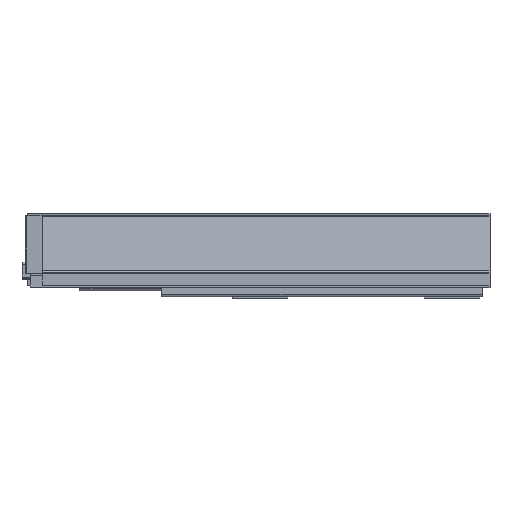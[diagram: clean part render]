
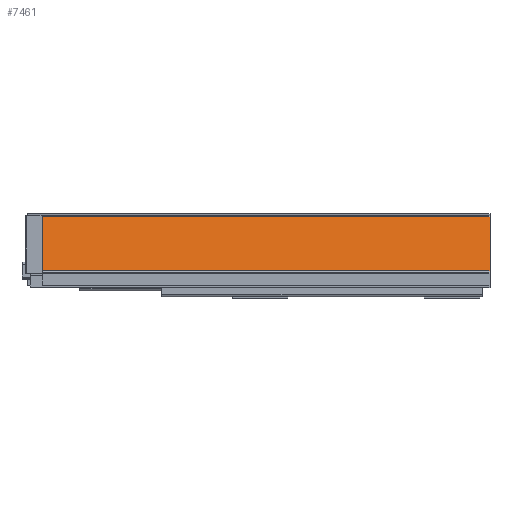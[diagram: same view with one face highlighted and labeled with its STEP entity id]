
A CAD part, top view. The second image highlights one B-rep face of the part: STEP entity #7461.
In plain terms, the highlighted planar face has unit normal (0, 0.208, 0.978).
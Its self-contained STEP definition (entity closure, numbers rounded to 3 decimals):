
#184 = VECTOR ( 'NONE', #650, 1000. ) ;
#650 = DIRECTION ( 'NONE',  ( 0., -0.978, 0.208 ) ) ;
#1171 = ORIENTED_EDGE ( 'NONE', *, *, #4289, .F. ) ;
#1455 = CARTESIAN_POINT ( 'NONE',  ( -525.5, 17.084, 34.466 ) ) ;
#1488 = CARTESIAN_POINT ( 'NONE',  ( -525.5, 80.422, 21.003 ) ) ;
#1974 = DIRECTION ( 'NONE',  ( 0., -0.978, 0.208 ) ) ;
#1996 = LINE ( 'NONE', #5115, #8340 ) ;
#2040 = DIRECTION ( 'NONE',  ( 1., 0., 0. ) ) ;
#2068 = EDGE_LOOP ( 'NONE', ( #5398, #6148, #6199, #1171 ) ) ;
#2366 = DIRECTION ( 'NONE',  ( 0., -0.978, 0.208 ) ) ;
#2520 = VECTOR ( 'NONE', #3405, 1000. ) ;
#2930 = VECTOR ( 'NONE', #1974, 1000. ) ;
#3405 = DIRECTION ( 'NONE',  ( 1., 0., 0. ) ) ;
#3519 = CARTESIAN_POINT ( 'NONE',  ( 0., 80.422, 21.003 ) ) ;
#3875 = PLANE ( 'NONE',  #6471 ) ;
#4289 = EDGE_CURVE ( 'NONE', #4686, #6066, #5619, .T. ) ;
#4403 = CARTESIAN_POINT ( 'NONE',  ( 0., 17.084, 34.466 ) ) ;
#4686 = VERTEX_POINT ( 'NONE', #3519 ) ;
#5091 = VERTEX_POINT ( 'NONE', #1455 ) ;
#5115 = CARTESIAN_POINT ( 'NONE',  ( -542., 80.422, 21.003 ) ) ;
#5200 = FACE_OUTER_BOUND ( 'NONE', #2068, .T. ) ;
#5398 = ORIENTED_EDGE ( 'NONE', *, *, #8671, .F. ) ;
#5619 = LINE ( 'NONE', #6502, #2930 ) ;
#5664 = LINE ( 'NONE', #7949, #184 ) ;
#5964 = EDGE_CURVE ( 'NONE', #9181, #5091, #5664, .T. ) ;
#6066 = VERTEX_POINT ( 'NONE', #4403 ) ;
#6148 = ORIENTED_EDGE ( 'NONE', *, *, #5964, .T. ) ;
#6199 = ORIENTED_EDGE ( 'NONE', *, *, #7145, .T. ) ;
#6471 = AXIS2_PLACEMENT_3D ( 'NONE', #8178, #9037, #2366 ) ;
#6502 = CARTESIAN_POINT ( 'NONE',  ( 0., 80.422, 21.003 ) ) ;
#7145 = EDGE_CURVE ( 'NONE', #5091, #6066, #9189, .T. ) ;
#7461 = ADVANCED_FACE ( 'NONE', ( #5200 ), #3875, .T. ) ;
#7949 = CARTESIAN_POINT ( 'NONE',  ( -525.5, 80.422, 21.003 ) ) ;
#8178 = CARTESIAN_POINT ( 'NONE',  ( -542., 80.422, 21.003 ) ) ;
#8340 = VECTOR ( 'NONE', #2040, 1000. ) ;
#8469 = CARTESIAN_POINT ( 'NONE',  ( 0., 17.084, 34.466 ) ) ;
#8671 = EDGE_CURVE ( 'NONE', #9181, #4686, #1996, .T. ) ;
#9037 = DIRECTION ( 'NONE',  ( 0., 0.208, 0.978 ) ) ;
#9181 = VERTEX_POINT ( 'NONE', #1488 ) ;
#9189 = LINE ( 'NONE', #8469, #2520 ) ;
